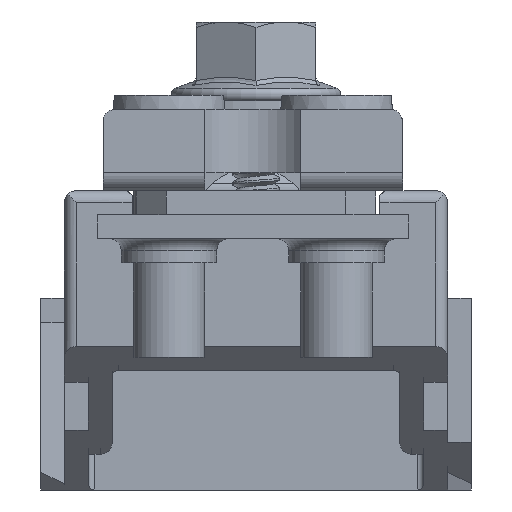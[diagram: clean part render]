
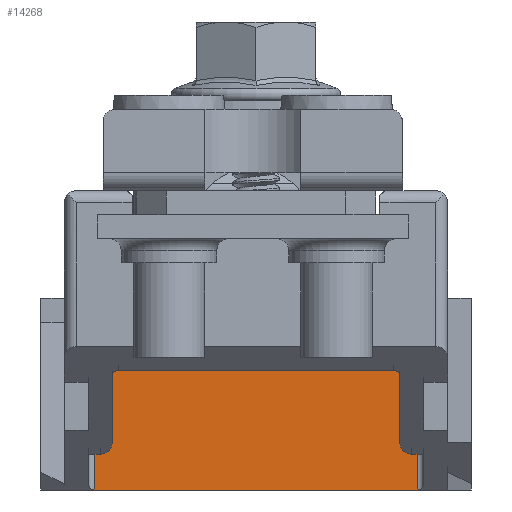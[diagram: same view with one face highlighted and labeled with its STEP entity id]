
A CAD part, front view. The second image highlights one B-rep face of the part: STEP entity #14268.
In plain terms, the highlighted planar face has unit normal (0, -1, 0).
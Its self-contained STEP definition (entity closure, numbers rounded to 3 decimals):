
#1658=DIRECTION('',(0.,0.,1.));
#1659=VECTOR('',#1658,16.);
#1660=CARTESIAN_POINT('',(218.17,56.034,-14.));
#1661=LINE('',#1660,#1659);
#1665=DIRECTION('',(1.,0.,0.));
#1666=VECTOR('',#1665,27.);
#1667=CARTESIAN_POINT('',(191.17,56.034,2.));
#1668=LINE('',#1667,#1666);
#1810=DIRECTION('',(1.,0.,0.));
#1811=VECTOR('',#1810,27.);
#1812=CARTESIAN_POINT('',(191.17,56.034,-14.));
#1813=LINE('',#1812,#1811);
#6947=DIRECTION('',(0.,0.,-1.));
#6948=VECTOR('',#6947,16.);
#6949=CARTESIAN_POINT('',(191.17,56.034,2.));
#6950=LINE('',#6949,#6948);
#6954=CARTESIAN_POINT('',(191.17,56.034,-14.));
#12718=VERTEX_POINT('',#6954);
#12751=CARTESIAN_POINT('',(218.17,56.034,-14.));
#12752=VERTEX_POINT('',#12751);
#12757=CARTESIAN_POINT('',(218.17,56.034,2.));
#12758=VERTEX_POINT('',#12757);
#12759=CARTESIAN_POINT('',(191.17,56.034,2.));
#12760=VERTEX_POINT('',#12759);
#14254=CARTESIAN_POINT('',(204.67,56.034,-6.));
#14255=DIRECTION('',(0.,-1.,0.));
#14256=DIRECTION('',(0.,0.,-1.));
#14257=AXIS2_PLACEMENT_3D('',#14254,#14255,#14256);
#14258=PLANE('',#14257);
#14259=ORIENTED_EDGE('',*,*,#14247,.F.);
#14261=ORIENTED_EDGE('',*,*,#14260,.F.);
#14263=ORIENTED_EDGE('',*,*,#14262,.F.);
#14265=ORIENTED_EDGE('',*,*,#14264,.T.);
#14266=EDGE_LOOP('',(#14259,#14261,#14263,#14265));
#14267=FACE_OUTER_BOUND('',#14266,.F.);
#14247=EDGE_CURVE('',#12752,#12758,#1661,.T.);
#14260=EDGE_CURVE('',#12718,#12752,#1813,.T.);
#14262=EDGE_CURVE('',#12760,#12718,#6950,.T.);
#14264=EDGE_CURVE('',#12760,#12758,#1668,.T.);
#14268=ADVANCED_FACE('',(#14267),#14258,.T.);
